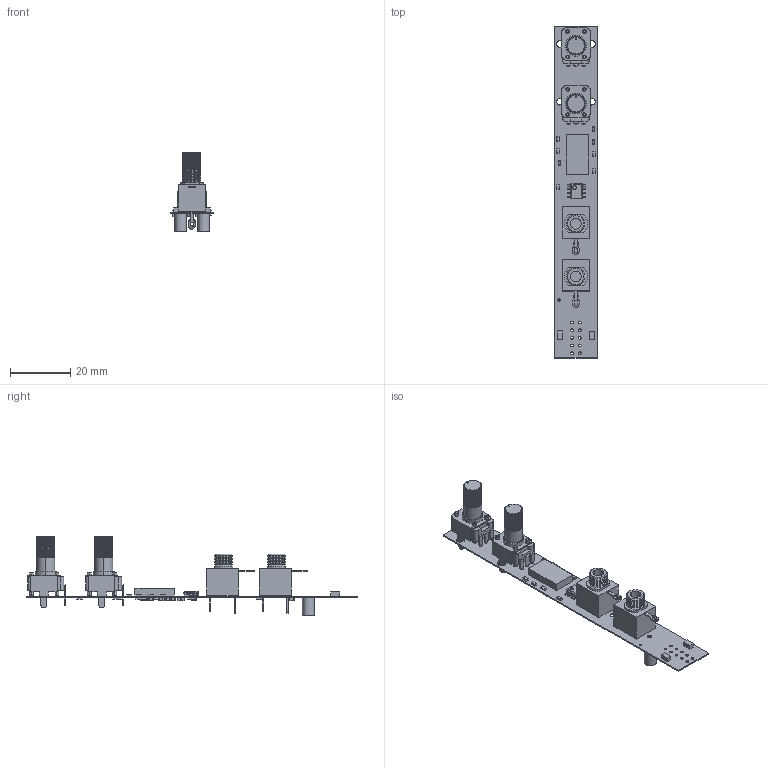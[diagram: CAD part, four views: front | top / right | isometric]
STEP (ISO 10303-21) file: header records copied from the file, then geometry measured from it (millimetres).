
FILE_DESCRIPTION(('Open CASCADE Model'),'2;1');
FILE_NAME('Open CASCADE Shape Model','2017-05-26T07:44:49',('Author'),( 'Open CASCADE'),'Open CASCADE STEP processor 6.8','Open CASCADE 6.8' ,'Unknown');
FILE_SCHEMA(('AUTOMOTIVE_DESIGN { 1 0 10303 214 1 1 1 1 }'));
Length unit declared in the file: millimetre
Products named in the file (76): PCB; Board; VR2; 9mmAlpha; VR1; U2; SOIC-8akaD0008AakaM08A; M08A_ASM_82_ASM; BODY_M08A_35; LEAD_M08A_57; TIEBAR_M08A_2_ASM; MANIFOLD_SOLID_BREP_2784; MANIFOLD_SOLID_BREP_2935; MANIFOLD_SOLID_BREP_3086; MANIFOLD_SOLID_BREP_3237; R19; 1592358552; Extruded; 1592358688; R18; R17; R16; R15; R14; R13; R12; R11; R10; R9; R8; R7; R6; R5; R4; R3; R2; R1; OUT; mj-3507; IN ...
Assembly tree (178 placements, depth 6):
  PCB
    Board
    VR2
      9mmAlpha
    VR1
      9mmAlpha
    U2
      SOIC-8akaD0008AakaM08A
        M08A_ASM_82_ASM
          BODY_M08A_35
          LEAD_M08A_57  x8
          TIEBAR_M08A_2_ASM
            MANIFOLD_SOLID_BREP_2784
            MANIFOLD_SOLID_BREP_2935
            MANIFOLD_SOLID_BREP_3086
            MANIFOLD_SOLID_BREP_3237
    R19
      1592358552  x2
        Extruded
      1592358688
        Extruded
    R18
      1592358552  x2
        Extruded
      1592358688
        Extruded
    R17
      1592358552  x2
        Extruded
      1592358688
        Extruded
    R16
      1592358552  x2
        Extruded
      1592358688
        Extruded
    R15
      1592358552  x2
        Extruded
      1592358688
        Extruded
    R14
      1592358552  x2
        Extruded
      1592358688
        Extruded
    R13
      1592358552  x2
        Extruded
      1592358688
        Extruded
    R12
      1592358552  x2
        Extruded
      1592358688
        Extruded
    R11
      1592358552  x2
        Extruded
      1592358688
Bounding box: 14.15 x 110.15 x 26.51 mm (x, y, z)
Volume: 4859.8 mm3; surface area: 8119 mm2
Topology: 122 solids, 122 shells, 1957 faces, 4842 edges, 3174 vertices
Faces by surface type: plane 1598, cylinder 249, cone 82, bspline 18, sphere 10
Full cylindrical faces by diameter (mm): 0.762 x1, 0.9 x10, 1 x6, 1.5 x6, 2.2 x4, 3 x2, 4 x2
Entity records: 29616 total; most frequent: CARTESIAN_POINT 5034, DIRECTION 4105, ORIENTED_EDGE 3932, EDGE_CURVE 1966, AXIS2_PLACEMENT_3D 1435, VERTEX_POINT 1276, LINE 1235, VECTOR 1235
